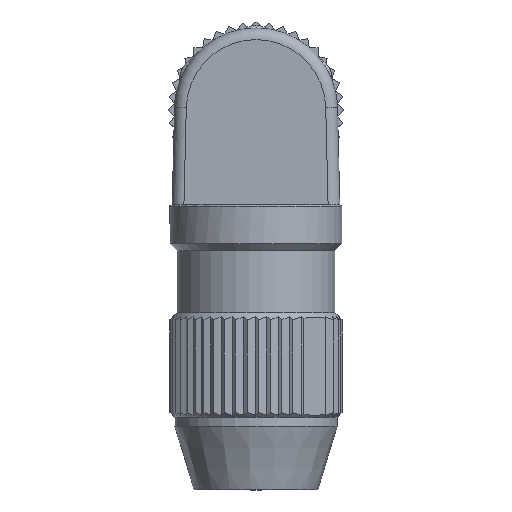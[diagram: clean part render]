
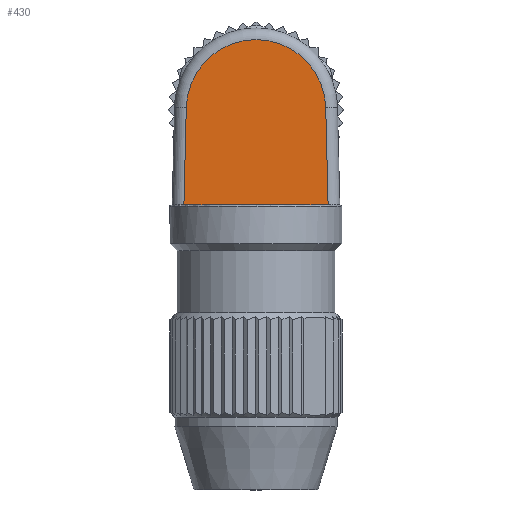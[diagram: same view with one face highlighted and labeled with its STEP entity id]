
A CAD part, top view. The second image highlights one B-rep face of the part: STEP entity #430.
In plain terms, the highlighted planar face has unit normal (0, 0, 1).
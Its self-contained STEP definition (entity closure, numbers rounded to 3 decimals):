
#430=ADVANCED_FACE('',(#975),#724,.T.);
#724=PLANE('',#5298);
#975=FACE_OUTER_BOUND('',#1238,.T.);
#1238=EDGE_LOOP('',(#1795,#1796,#1797,#1798,#1799,#1800));
#1561=CIRCLE('',#5297,5.95);
#1795=ORIENTED_EDGE('',*,*,#3783,.T.);
#1796=ORIENTED_EDGE('',*,*,#3784,.T.);
#1797=ORIENTED_EDGE('',*,*,#3785,.T.);
#1798=ORIENTED_EDGE('',*,*,#3699,.T.);
#1799=ORIENTED_EDGE('',*,*,#3786,.T.);
#1800=ORIENTED_EDGE('',*,*,#3705,.T.);
#3193=VERTEX_POINT('',#6904);
#3194=VERTEX_POINT('',#6906);
#3199=VERTEX_POINT('',#6918);
#3200=VERTEX_POINT('',#6919);
#3249=VERTEX_POINT('',#7079);
#3250=VERTEX_POINT('',#7081);
#3699=EDGE_CURVE('',#3194,#3193,#4459,.T.);
#3705=EDGE_CURVE('',#3199,#3200,#4464,.T.);
#3783=EDGE_CURVE('',#3200,#3249,#4525,.T.);
#3784=EDGE_CURVE('',#3249,#3250,#1561,.T.);
#3785=EDGE_CURVE('',#3250,#3194,#4526,.T.);
#3786=EDGE_CURVE('',#3193,#3199,#4527,.T.);
#4459=LINE('',#6905,#4857);
#4464=LINE('',#6917,#4862);
#4525=LINE('',#7078,#4923);
#4526=LINE('',#7082,#4924);
#4527=LINE('',#7083,#4925);
#4857=VECTOR('',#5677,1.);
#4862=VECTOR('',#5686,1.);
#4923=VECTOR('',#5831,1.);
#4924=VECTOR('',#5834,1.);
#4925=VECTOR('',#5835,1.);
#5297=AXIS2_PLACEMENT_3D('',#7080,#5832,#5833);
#5298=AXIS2_PLACEMENT_3D('',#7084,#5836,#5837);
#5677=DIRECTION('',(1.,0.,0.));
#5686=DIRECTION('',(1.,0.,0.));
#5831=DIRECTION('',(-0.024,1.,0.));
#5832=DIRECTION('',(0.,0.,1.));
#5833=DIRECTION('',(1.,0.024,0.));
#5834=DIRECTION('',(-0.024,-1.,0.));
#5835=DIRECTION('',(1.,0.,0.));
#5836=DIRECTION('',(0.,0.,1.));
#5837=DIRECTION('',(1.,0.,0.));
#6904=CARTESIAN_POINT('',(-32.875,-15.812,-0.8));
#6905=CARTESIAN_POINT('',(-37.334,-15.812,-0.8));
#6906=CARTESIAN_POINT('',(-37.334,-15.812,-0.8));
#6917=CARTESIAN_POINT('',(-37.334,-15.812,-0.8));
#6918=CARTESIAN_POINT('',(-29.493,-15.812,-0.8));
#6919=CARTESIAN_POINT('',(-25.034,-15.812,-0.8));
#7078=CARTESIAN_POINT('',(-25.034,-15.812,-0.8));
#7079=CARTESIAN_POINT('',(-25.236,-7.518,-0.8));
#7080=CARTESIAN_POINT('',(-31.184,-7.662,-0.8));
#7081=CARTESIAN_POINT('',(-37.132,-7.518,-0.8));
#7082=CARTESIAN_POINT('',(-37.132,-7.518,-0.8));
#7083=CARTESIAN_POINT('',(-37.334,-15.812,-0.8));
#7084=CARTESIAN_POINT('',(-23.677,-0.334,-0.8));
